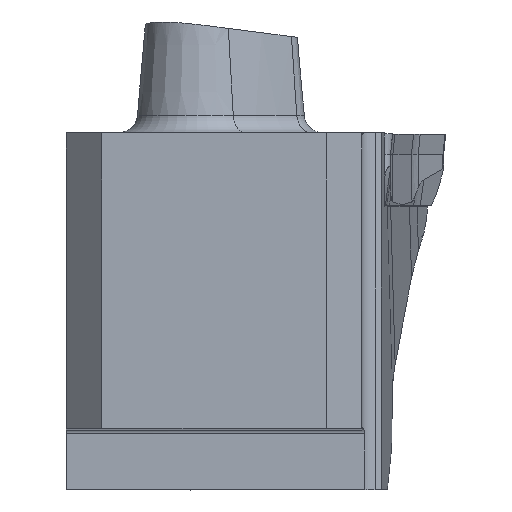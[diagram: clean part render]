
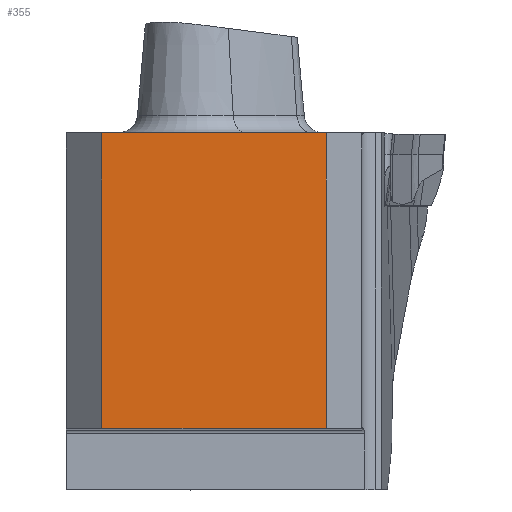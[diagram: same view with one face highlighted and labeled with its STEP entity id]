
A CAD part, top view. The second image highlights one B-rep face of the part: STEP entity #355.
In plain terms, the highlighted planar face has unit normal (0, 0, 1).
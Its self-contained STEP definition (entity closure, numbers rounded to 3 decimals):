
#355=ADVANCED_FACE('CU_BACK_SU1',(#519),#461,.F.);
#461=PLANE('',#2366);
#519=FACE_OUTER_BOUND('',#638,.T.);
#638=EDGE_LOOP('',(#1186,#1187,#1188,#1189));
#790=LINE('',#3277,#953);
#791=LINE('',#3280,#954);
#792=LINE('',#3282,#955);
#793=LINE('',#3284,#956);
#953=VECTOR('',#2648,1.);
#954=VECTOR('',#2649,1.);
#955=VECTOR('',#2650,1.);
#956=VECTOR('',#2651,1.);
#1186=ORIENTED_EDGE('',*,*,#2014,.F.);
#1187=ORIENTED_EDGE('',*,*,#2015,.F.);
#1188=ORIENTED_EDGE('',*,*,#2016,.T.);
#1189=ORIENTED_EDGE('',*,*,#2017,.T.);
#1782=VERTEX_POINT('',#3278);
#1783=VERTEX_POINT('',#3279);
#1784=VERTEX_POINT('',#3281);
#1785=VERTEX_POINT('',#3283);
#2014=EDGE_CURVE('',#1782,#1783,#790,.T.);
#2015=EDGE_CURVE('',#1784,#1782,#791,.T.);
#2016=EDGE_CURVE('',#1784,#1785,#792,.T.);
#2017=EDGE_CURVE('',#1785,#1783,#793,.T.);
#2366=AXIS2_PLACEMENT_3D('',#3285,#2652,#2653);
#2648=DIRECTION('',(0.,-1.,0.));
#2649=DIRECTION('',(1.,0.,0.));
#2650=DIRECTION('',(0.,-1.,0.));
#2651=DIRECTION('',(1.,0.,0.));
#2652=DIRECTION('',(0.,0.,-1.));
#2653=DIRECTION('',(1.,0.,0.));
#3277=CARTESIAN_POINT('',(21.925,0.,0.));
#3278=CARTESIAN_POINT('',(21.925,24.925,0.));
#3279=CARTESIAN_POINT('',(21.925,0.,0.));
#3280=CARTESIAN_POINT('',(110.,24.925,0.));
#3281=CARTESIAN_POINT('',(3.,24.925,0.));
#3282=CARTESIAN_POINT('',(3.,0.,0.));
#3283=CARTESIAN_POINT('',(3.,0.,0.));
#3284=CARTESIAN_POINT('',(110.,0.,0.));
#3285=CARTESIAN_POINT('',(-17.746,39.925,0.));
